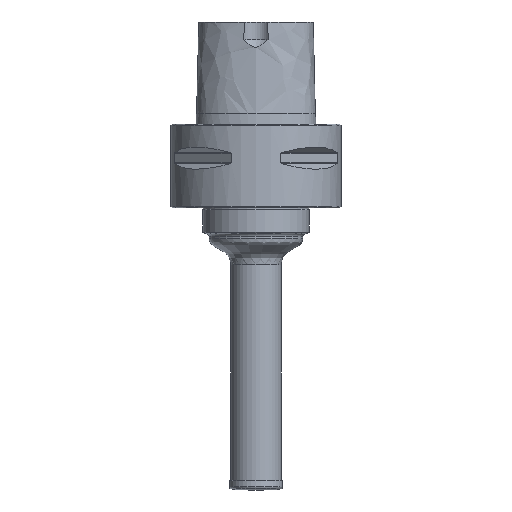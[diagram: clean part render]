
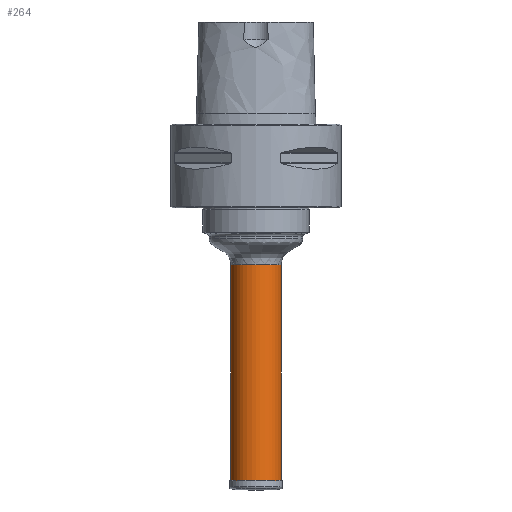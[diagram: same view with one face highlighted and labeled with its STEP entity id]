
A CAD part, front view. The second image highlights one B-rep face of the part: STEP entity #264.
In plain terms, the highlighted cylindrical face has radius 5.975 mm (diameter 11.95 mm), a full revolution.
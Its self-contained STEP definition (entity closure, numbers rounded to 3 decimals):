
#264=ADVANCED_FACE('TB_IB_SU_5',(#336,#337),#321,.T.);
#321=CYLINDRICAL_SURFACE('',#858,5.975);
#336=FACE_BOUND('',#404,.T.);
#337=FACE_BOUND('',#405,.T.);
#404=EDGE_LOOP('',(#496));
#405=EDGE_LOOP('',(#497));
#496=ORIENTED_EDGE('',*,*,#737,.T.);
#497=ORIENTED_EDGE('',*,*,#738,.F.);
#668=VERTEX_POINT('',#1167);
#669=VERTEX_POINT('',#1169);
#737=EDGE_CURVE('',#668,#668,#823,.T.);
#738=EDGE_CURVE('',#669,#669,#824,.T.);
#823=CIRCLE('',#856,5.975);
#824=CIRCLE('',#857,5.975);
#856=AXIS2_PLACEMENT_3D('',#1166,#952,#953);
#857=AXIS2_PLACEMENT_3D('',#1168,#954,#955);
#858=AXIS2_PLACEMENT_3D('',#1170,#956,#957);
#952=DIRECTION('',(0.,0.,-1.));
#953=DIRECTION('',(-1.,0.,0.));
#954=DIRECTION('',(0.,0.,-1.));
#955=DIRECTION('',(-1.,0.,0.));
#956=DIRECTION('',(0.,0.,-1.));
#957=DIRECTION('',(-1.,0.,0.));
#1166=CARTESIAN_POINT('',(0.,0.,-33.));
#1167=CARTESIAN_POINT('',(-5.975,0.,-33.));
#1168=CARTESIAN_POINT('',(0.,0.,-84.));
#1169=CARTESIAN_POINT('',(-5.975,0.,-84.));
#1170=CARTESIAN_POINT('',(0.,0.,0.));
